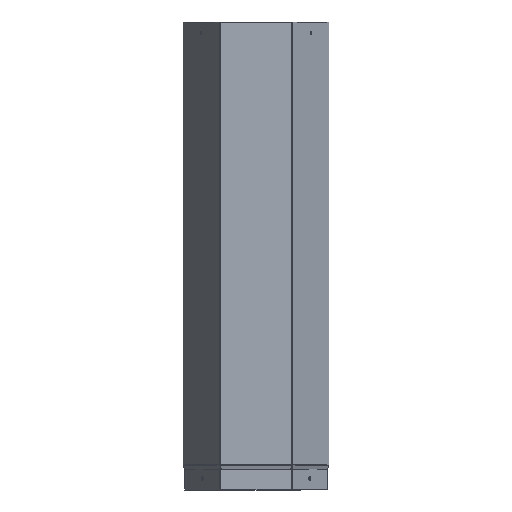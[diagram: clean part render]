
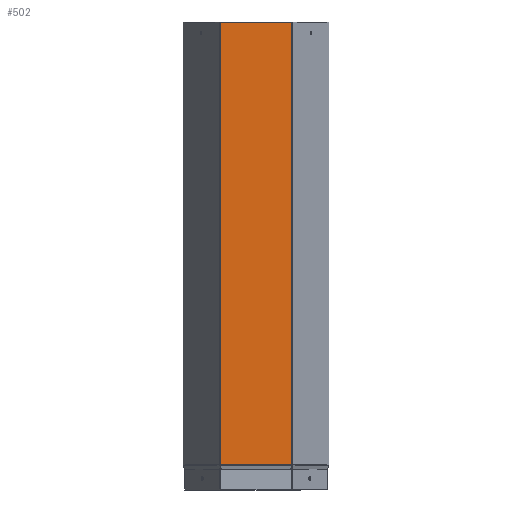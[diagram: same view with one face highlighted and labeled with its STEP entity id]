
A CAD part, left-side view. The second image highlights one B-rep face of the part: STEP entity #502.
In plain terms, the highlighted planar face has unit normal (-1, 0, 0).
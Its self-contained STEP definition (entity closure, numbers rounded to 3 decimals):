
#502=ADVANCED_FACE('',(#1044),#1045,.F.);
#1044=FACE_OUTER_BOUND('',#1647,.T.);
#1045=PLANE('',#1648);
#1647=EDGE_LOOP('',(#3039,#3040,#3041,#3042,#3043,#3044));
#1648=AXIS2_PLACEMENT_3D('',#3045,#3046,#3047);
#3039=ORIENTED_EDGE('',*,*,#4315,.T.);
#3040=ORIENTED_EDGE('',*,*,#4310,.T.);
#3041=ORIENTED_EDGE('',*,*,#4316,.F.);
#3042=ORIENTED_EDGE('',*,*,#4307,.T.);
#3043=ORIENTED_EDGE('',*,*,#4176,.T.);
#3044=ORIENTED_EDGE('',*,*,#4317,.T.);
#3045=CARTESIAN_POINT('',(-142.0,0.,1050.0));
#3046=DIRECTION('',(1.0,0.,0.0));
#3047=DIRECTION('',(0.,1.0,0.0));
#4176=EDGE_CURVE('',#5134,#5135,#5136,.T.);
#4307=EDGE_CURVE('',#5363,#5134,#5370,.T.);
#4310=EDGE_CURVE('',#5375,#5372,#5376,.F.);
#4315=EDGE_CURVE('',#5382,#5375,#5383,.T.);
#4316=EDGE_CURVE('',#5363,#5372,#5384,.F.);
#4317=EDGE_CURVE('',#5135,#5382,#5385,.F.);
#5134=VERTEX_POINT('',#6610);
#5135=VERTEX_POINT('',#6611);
#5136=CIRCLE('',#6612,1.0);
#5363=VERTEX_POINT('',#7006);
#5370=LINE('',#7017,#7018);
#5372=VERTEX_POINT('',#7020);
#5375=VERTEX_POINT('',#7023);
#5376=LINE('',#7024,#7025);
#5382=VERTEX_POINT('',#7035);
#5383=CIRCLE('',#7036,1.0);
#5384=LINE('',#7037,#7038);
#5385=LINE('',#7039,#7040);
#6610=CARTESIAN_POINT('',(-142.0,80.367,57.554));
#6611=CARTESIAN_POINT('',(-142.0,79.837,56.789));
#6612=AXIS2_PLACEMENT_3D('',#7961,#7962,#7963);
#7006=CARTESIAN_POINT('',(-142.0,80.367,1050.0));
#7017=CARTESIAN_POINT('',(-142.0,80.367,1050.0));
#7018=VECTOR('',#8129,1.0);
#7020=CARTESIAN_POINT('',(-142.0,-80.367,1050.0));
#7023=CARTESIAN_POINT('',(-142.0,-80.367,57.554));
#7024=CARTESIAN_POINT('',(-142.0,-80.367,1050.0));
#7025=VECTOR('',#8133,1.0);
#7035=CARTESIAN_POINT('',(-142.0,-79.837,56.789));
#7036=AXIS2_PLACEMENT_3D('',#8138,#8139,#8140);
#7037=CARTESIAN_POINT('',(-142.0,0.,1050.0));
#7038=VECTOR('',#8141,1.0);
#7039=CARTESIAN_POINT('',(-142.0,0.,56.789));
#7040=VECTOR('',#8142,1.0);
#7961=CARTESIAN_POINT('',(-142.0,80.829,56.667));
#7962=DIRECTION('',(1.0,0.,0.0));
#7963=DIRECTION('',(0.,1.0,0.0));
#8129=DIRECTION('',(0.0,0.0,-1.0));
#8133=DIRECTION('',(0.0,0.0,-1.0));
#8138=CARTESIAN_POINT('',(-142.0,-80.829,56.667));
#8139=DIRECTION('',(1.0,0.,0.0));
#8140=DIRECTION('',(0.,1.0,0.0));
#8141=DIRECTION('',(0.,1.0,0.0));
#8142=DIRECTION('',(0.,1.0,0.));
